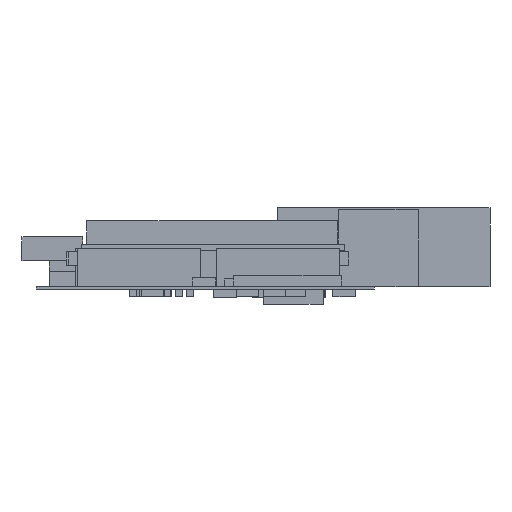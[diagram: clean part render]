
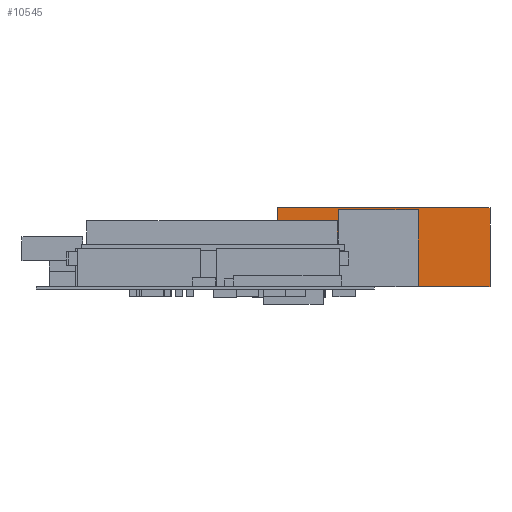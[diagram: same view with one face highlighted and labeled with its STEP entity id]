
A CAD part, left-side view. The second image highlights one B-rep face of the part: STEP entity #10545.
In plain terms, the highlighted planar face has unit normal (-1, 0, 0).
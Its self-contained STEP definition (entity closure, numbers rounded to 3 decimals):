
#10447 = EDGE_CURVE('',#10448,#10450,#10452,.T.);
#10448 = VERTEX_POINT('',#10449);
#10449 = CARTESIAN_POINT('',(-7.5,17.55,0.));
#10450 = VERTEX_POINT('',#10451);
#10451 = CARTESIAN_POINT('',(-7.5,17.55,13.));
#10452 = LINE('',#10453,#10454);
#10453 = CARTESIAN_POINT('',(-7.5,17.55,0.));
#10454 = VECTOR('',#10455,1.);
#10455 = DIRECTION('',(0.,0.,1.));
#10520 = VERTEX_POINT('',#10521);
#10521 = CARTESIAN_POINT('',(-7.5,-17.55,13.));
#10527 = EDGE_CURVE('',#10528,#10520,#10530,.T.);
#10528 = VERTEX_POINT('',#10529);
#10529 = CARTESIAN_POINT('',(-7.5,-17.55,0.));
#10530 = LINE('',#10531,#10532);
#10531 = CARTESIAN_POINT('',(-7.5,-17.55,0.));
#10532 = VECTOR('',#10533,1.);
#10533 = DIRECTION('',(0.,0.,1.));
#10545 = ADVANCED_FACE('',(#10546),#10562,.T.);
#10546 = FACE_BOUND('',#10547,.T.);
#10547 = EDGE_LOOP('',(#10548,#10549,#10555,#10556));
#10548 = ORIENTED_EDGE('',*,*,#10527,.T.);
#10549 = ORIENTED_EDGE('',*,*,#10550,.T.);
#10550 = EDGE_CURVE('',#10520,#10450,#10551,.T.);
#10551 = LINE('',#10552,#10553);
#10552 = CARTESIAN_POINT('',(-7.5,-17.55,13.));
#10553 = VECTOR('',#10554,1.);
#10554 = DIRECTION('',(0.,1.,0.));
#10555 = ORIENTED_EDGE('',*,*,#10447,.F.);
#10556 = ORIENTED_EDGE('',*,*,#10557,.F.);
#10557 = EDGE_CURVE('',#10528,#10448,#10558,.T.);
#10558 = LINE('',#10559,#10560);
#10559 = CARTESIAN_POINT('',(-7.5,-17.55,0.));
#10560 = VECTOR('',#10561,1.);
#10561 = DIRECTION('',(0.,1.,0.));
#10562 = PLANE('',#10563);
#10563 = AXIS2_PLACEMENT_3D('',#10564,#10565,#10566);
#10564 = CARTESIAN_POINT('',(-7.5,-17.55,0.));
#10565 = DIRECTION('',(-1.,0.,0.));
#10566 = DIRECTION('',(0.,1.,0.));
